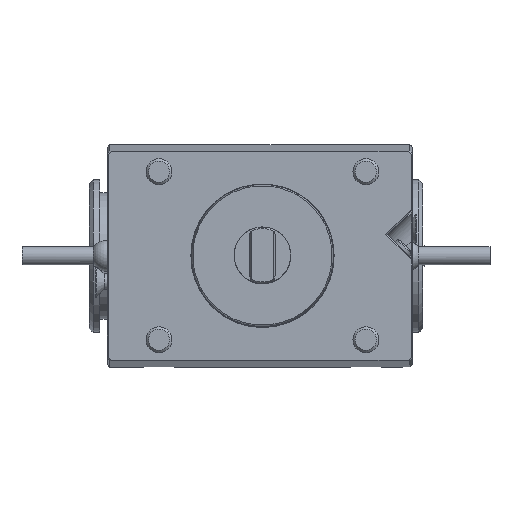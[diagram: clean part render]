
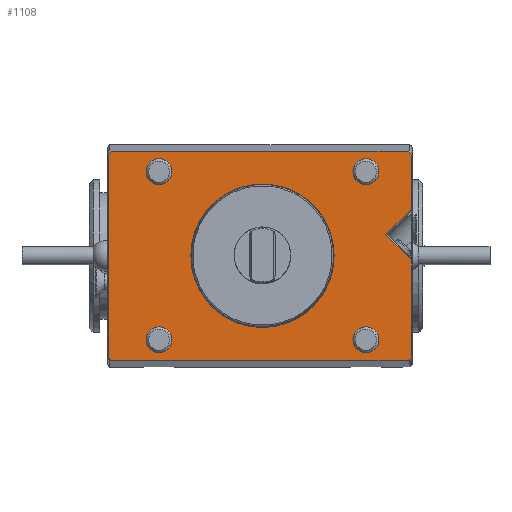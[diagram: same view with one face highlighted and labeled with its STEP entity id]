
A CAD part, top view. The second image highlights one B-rep face of the part: STEP entity #1108.
In plain terms, the highlighted planar face has unit normal (0, 0, 1).
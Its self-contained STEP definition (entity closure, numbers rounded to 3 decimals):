
#215=LINE('',#6141,#482);
#218=LINE('',#6147,#485);
#236=LINE('',#6305,#503);
#251=LINE('',#6409,#518);
#252=LINE('',#6411,#519);
#255=LINE('',#6417,#522);
#259=LINE('',#6424,#526);
#263=LINE('',#6432,#530);
#267=LINE('',#6439,#534);
#269=LINE('',#6443,#536);
#280=LINE('',#6477,#547);
#482=VECTOR('',#4516,1.);
#485=VECTOR('',#4521,1.);
#503=VECTOR('',#4577,1.);
#518=VECTOR('',#4610,1.);
#519=VECTOR('',#4613,1.);
#522=VECTOR('',#4618,1.);
#526=VECTOR('',#4624,1.);
#530=VECTOR('',#4630,1.);
#534=VECTOR('',#4636,1.);
#536=VECTOR('',#4640,1.);
#547=VECTOR('',#4663,1.);
#816=FACE_BOUND('',#1690,.T.);
#817=FACE_BOUND('',#1691,.T.);
#818=FACE_BOUND('',#1692,.T.);
#819=FACE_BOUND('',#1693,.T.);
#820=FACE_BOUND('',#1694,.T.);
#821=FACE_BOUND('',#1695,.T.);
#1108=ADVANCED_FACE('',(#816,#817,#818,#819,#820,#821),#1259,.T.);
#1259=PLANE('',#3977);
#1690=EDGE_LOOP('',(#2560));
#1691=EDGE_LOOP('',(#2561));
#1692=EDGE_LOOP('',(#2562));
#1693=EDGE_LOOP('',(#2563));
#1694=EDGE_LOOP('',(#2564));
#1695=EDGE_LOOP('',(#2565,#2566,#2567,#2568,#2569,#2570,#2571,#2572,#2573,
#2574,#2575));
#2560=ORIENTED_EDGE('',*,*,#3451,.F.);
#2561=ORIENTED_EDGE('',*,*,#3454,.F.);
#2562=ORIENTED_EDGE('',*,*,#3455,.F.);
#2563=ORIENTED_EDGE('',*,*,#3456,.F.);
#2564=ORIENTED_EDGE('',*,*,#3382,.T.);
#2565=ORIENTED_EDGE('',*,*,#3378,.T.);
#2566=ORIENTED_EDGE('',*,*,#3364,.T.);
#2567=ORIENTED_EDGE('',*,*,#3362,.T.);
#2568=ORIENTED_EDGE('',*,*,#3358,.T.);
#2569=ORIENTED_EDGE('',*,*,#3354,.T.);
#2570=ORIENTED_EDGE('',*,*,#3350,.T.);
#2571=ORIENTED_EDGE('',*,*,#3347,.T.);
#2572=ORIENTED_EDGE('',*,*,#3346,.T.);
#2573=ORIENTED_EDGE('',*,*,#3326,.F.);
#2574=ORIENTED_EDGE('',*,*,#3291,.T.);
#2575=ORIENTED_EDGE('',*,*,#3288,.T.);
#2891=VERTEX_POINT('',#6140);
#2892=VERTEX_POINT('',#6142);
#2893=VERTEX_POINT('',#6146);
#2915=VERTEX_POINT('',#6306);
#2922=VERTEX_POINT('',#6408);
#2923=VERTEX_POINT('',#6412);
#2924=VERTEX_POINT('',#6416);
#2927=VERTEX_POINT('',#6425);
#2928=VERTEX_POINT('',#6429);
#2930=VERTEX_POINT('',#6435);
#2933=VERTEX_POINT('',#6444);
#2942=VERTEX_POINT('',#6487);
#2990=VERTEX_POINT('',#6690);
#2993=VERTEX_POINT('',#6699);
#2994=VERTEX_POINT('',#6701);
#2995=VERTEX_POINT('',#6703);
#3288=EDGE_CURVE('',#2892,#2891,#215,.T.);
#3291=EDGE_CURVE('',#2893,#2892,#218,.T.);
#3326=EDGE_CURVE('',#2893,#2915,#236,.T.);
#3346=EDGE_CURVE('',#2922,#2915,#251,.T.);
#3347=EDGE_CURVE('',#2923,#2922,#252,.T.);
#3350=EDGE_CURVE('',#2924,#2923,#255,.T.);
#3354=EDGE_CURVE('',#2927,#2924,#259,.T.);
#3358=EDGE_CURVE('',#2928,#2927,#263,.T.);
#3362=EDGE_CURVE('',#2930,#2928,#267,.T.);
#3364=EDGE_CURVE('',#2933,#2930,#269,.T.);
#3378=EDGE_CURVE('',#2891,#2933,#280,.T.);
#3382=EDGE_CURVE('',#2942,#2942,#3562,.T.);
#3451=EDGE_CURVE('',#2990,#2990,#3600,.T.);
#3454=EDGE_CURVE('',#2993,#2993,#3603,.T.);
#3455=EDGE_CURVE('',#2994,#2994,#3604,.T.);
#3456=EDGE_CURVE('',#2995,#2995,#3605,.T.);
#3562=CIRCLE('',#3876,27.7);
#3600=CIRCLE('',#3968,5.);
#3603=CIRCLE('',#3974,5.);
#3604=CIRCLE('',#3975,5.);
#3605=CIRCLE('',#3976,5.);
#3876=AXIS2_PLACEMENT_3D('',#6486,#4675,#4676);
#3968=AXIS2_PLACEMENT_3D('',#6689,#4886,#4887);
#3974=AXIS2_PLACEMENT_3D('',#6698,#4898,#4899);
#3975=AXIS2_PLACEMENT_3D('',#6700,#4900,#4901);
#3976=AXIS2_PLACEMENT_3D('',#6702,#4902,#4903);
#3977=AXIS2_PLACEMENT_3D('',#6704,#4904,#4905);
#4516=DIRECTION('',(0.,1.,0.));
#4521=DIRECTION('',(0.702,0.712,0.));
#4577=DIRECTION('',(-1.,0.,0.));
#4610=DIRECTION('',(0.702,-0.712,0.));
#4613=DIRECTION('',(0.,-1.,0.));
#4618=DIRECTION('',(-0.702,-0.712,0.));
#4624=DIRECTION('',(-1.,0.,0.));
#4630=DIRECTION('',(-0.702,0.712,0.));
#4636=DIRECTION('',(0.,1.,0.));
#4640=DIRECTION('',(0.707,0.707,0.));
#4663=DIRECTION('',(-0.707,0.707,0.));
#4675=DIRECTION('',(0.,0.,-1.));
#4676=DIRECTION('',(-1.,0.,0.));
#4886=DIRECTION('',(0.,0.,1.));
#4887=DIRECTION('',(1.,0.,0.));
#4898=DIRECTION('',(0.,0.,1.));
#4899=DIRECTION('',(1.,0.,0.));
#4900=DIRECTION('',(0.,0.,1.));
#4901=DIRECTION('',(1.,0.,0.));
#4902=DIRECTION('',(0.,0.,1.));
#4903=DIRECTION('',(1.,0.,0.));
#4904=DIRECTION('',(0.,0.,1.));
#4905=DIRECTION('',(-1.,0.,0.));
#6140=CARTESIAN_POINT('',(57.5,-1.639,0.));
#6141=CARTESIAN_POINT('',(57.5,43.,0.));
#6142=CARTESIAN_POINT('',(57.5,-39.28,0.));
#6146=CARTESIAN_POINT('',(56.298,-40.5,0.));
#6147=CARTESIAN_POINT('',(57.644,-39.134,0.));
#6305=CARTESIAN_POINT('',(176.411,-40.5,0.));
#6306=CARTESIAN_POINT('',(-58.298,-40.5,0.));
#6408=CARTESIAN_POINT('',(-59.5,-39.28,0.));
#6409=CARTESIAN_POINT('',(-58.644,-40.149,0.));
#6411=CARTESIAN_POINT('',(-59.5,43.,0.));
#6412=CARTESIAN_POINT('',(-59.5,39.28,0.));
#6416=CARTESIAN_POINT('',(-58.298,40.5,0.));
#6417=CARTESIAN_POINT('',(-59.644,39.134,0.));
#6424=CARTESIAN_POINT('',(176.411,40.5,0.));
#6425=CARTESIAN_POINT('',(56.298,40.5,0.));
#6429=CARTESIAN_POINT('',(57.5,39.28,0.));
#6432=CARTESIAN_POINT('',(56.644,40.149,0.));
#6435=CARTESIAN_POINT('',(57.5,17.902,0.));
#6439=CARTESIAN_POINT('',(57.5,43.,0.));
#6443=CARTESIAN_POINT('',(11.299,-28.299,0.));
#6444=CARTESIAN_POINT('',(47.73,8.132,0.));
#6477=CARTESIAN_POINT('',(-23.569,79.431,0.));
#6486=CARTESIAN_POINT('',(0.,0.,0.));
#6487=CARTESIAN_POINT('',(-27.7,0.,0.));
#6689=CARTESIAN_POINT('',(-40.,-32.5,0.));
#6690=CARTESIAN_POINT('',(-35.,-32.5,0.));
#6698=CARTESIAN_POINT('',(40.,32.5,0.));
#6699=CARTESIAN_POINT('',(45.,32.5,0.));
#6700=CARTESIAN_POINT('',(-40.,32.5,0.));
#6701=CARTESIAN_POINT('',(-35.,32.5,0.));
#6702=CARTESIAN_POINT('',(40.,-32.5,0.));
#6703=CARTESIAN_POINT('',(45.,-32.5,0.));
#6704=CARTESIAN_POINT('',(0.,35.3,0.));
